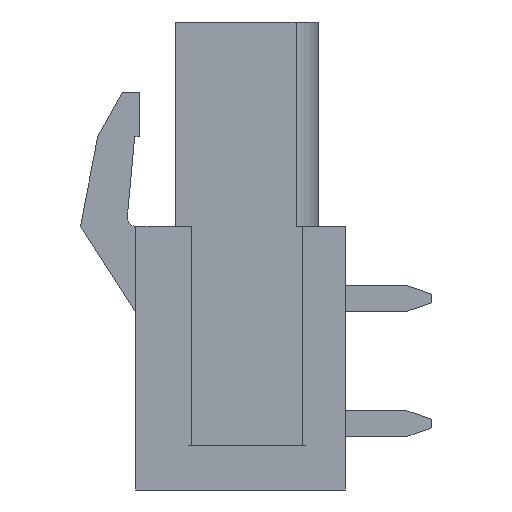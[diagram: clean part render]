
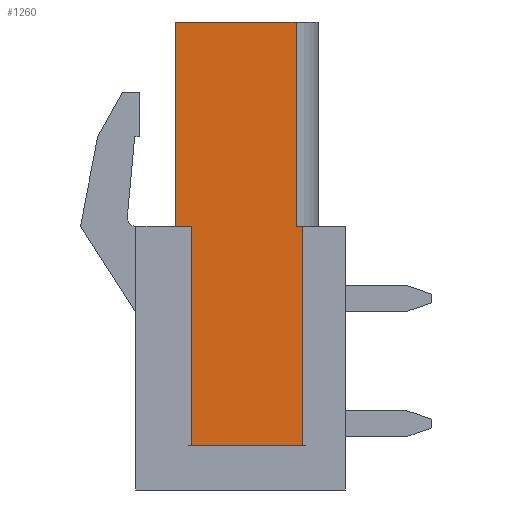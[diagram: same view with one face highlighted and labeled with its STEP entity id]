
A CAD part, left-side view. The second image highlights one B-rep face of the part: STEP entity #1260.
In plain terms, the highlighted planar face has unit normal (-1, 0, 0).
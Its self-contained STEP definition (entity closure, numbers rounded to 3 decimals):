
#1260 = ADVANCED_FACE( '', ( #2725 ), #2726, .T. );
#2725 = FACE_OUTER_BOUND( '', #4420, .T. );
#2726 = PLANE( '', #4421 );
#4420 = EDGE_LOOP( '', ( #8030, #8031, #8032, #8033, #8034, #8035, #8036 ) );
#4421 = AXIS2_PLACEMENT_3D( '', #8037, #8038, #8039 );
#8030 = ORIENTED_EDGE( '', *, *, #10823, .T. );
#8031 = ORIENTED_EDGE( '', *, *, #11853, .T. );
#8032 = ORIENTED_EDGE( '', *, *, #11132, .T. );
#8033 = ORIENTED_EDGE( '', *, *, #11854, .T. );
#8034 = ORIENTED_EDGE( '', *, *, #10928, .T. );
#8035 = ORIENTED_EDGE( '', *, *, #11855, .F. );
#8036 = ORIENTED_EDGE( '', *, *, #11856, .F. );
#8037 = CARTESIAN_POINT( '', ( -25.72, 0., 0. ) );
#8038 = DIRECTION( '', ( -1., 0., 0. ) );
#8039 = DIRECTION( '', ( 0., 0., 1. ) );
#10823 = EDGE_CURVE( '', #13246, #13244, #13247, .T. );
#10928 = EDGE_CURVE( '', #13429, #13426, #13430, .T. );
#11132 = EDGE_CURVE( '', #13760, #13758, #13761, .T. );
#11853 = EDGE_CURVE( '', #13244, #13760, #14803, .T. );
#11854 = EDGE_CURVE( '', #13758, #13429, #14804, .T. );
#11855 = EDGE_CURVE( '', #14805, #13426, #14806, .T. );
#11856 = EDGE_CURVE( '', #13246, #14805, #14807, .T. );
#13244 = VERTEX_POINT( '', #16662 );
#13246 = VERTEX_POINT( '', #16665 );
#13247 = LINE( '', #16666, #16667 );
#13426 = VERTEX_POINT( '', #16923 );
#13429 = VERTEX_POINT( '', #16927 );
#13430 = LINE( '', #16928, #16929 );
#13758 = VERTEX_POINT( '', #17424 );
#13760 = VERTEX_POINT( '', #17427 );
#13761 = LINE( '', #17428, #17429 );
#14803 = LINE( '', #18996, #18997 );
#14804 = LINE( '', #18998, #18999 );
#14805 = VERTEX_POINT( '', #19000 );
#14806 = LINE( '', #19001, #19002 );
#14807 = LINE( '', #19003, #19004 );
#16662 = CARTESIAN_POINT( '', ( -25.72, -2.25, 0. ) );
#16665 = CARTESIAN_POINT( '', ( -25.72, -3.15, 0. ) );
#16666 = CARTESIAN_POINT( '', ( -25.72, 0., 0. ) );
#16667 = VECTOR( '', #20412, 1000. );
#16923 = CARTESIAN_POINT( '', ( -25.72, 2.65, -8.9 ) );
#16927 = CARTESIAN_POINT( '', ( -25.72, 2.65, 0. ) );
#16928 = CARTESIAN_POINT( '', ( -25.72, 2.65, 0. ) );
#16929 = VECTOR( '', #20522, 1000. );
#17424 = CARTESIAN_POINT( '', ( -25.72, 2.65, 8.3 ) );
#17427 = CARTESIAN_POINT( '', ( -25.72, -2.25, 8.3 ) );
#17428 = CARTESIAN_POINT( '', ( -25.72, -3.15, 8.3 ) );
#17429 = VECTOR( '', #20734, 1000. );
#18996 = CARTESIAN_POINT( '', ( -25.72, -2.25, 0. ) );
#18997 = VECTOR( '', #21385, 1000. );
#18998 = CARTESIAN_POINT( '', ( -25.72, 2.65, 8.3 ) );
#18999 = VECTOR( '', #21386, 1000. );
#19000 = CARTESIAN_POINT( '', ( -25.72, -3.15, -8.9 ) );
#19001 = CARTESIAN_POINT( '', ( -25.72, -4.25, -8.9 ) );
#19002 = VECTOR( '', #21387, 1000. );
#19003 = CARTESIAN_POINT( '', ( -25.72, -3.15, 0. ) );
#19004 = VECTOR( '', #21388, 1000. );
#20412 = DIRECTION( '', ( 0., 1., 0. ) );
#20522 = DIRECTION( '', ( 0., 0., -1. ) );
#20734 = DIRECTION( '', ( 0., 1., 0. ) );
#21385 = DIRECTION( '', ( 0., 0., 1. ) );
#21386 = DIRECTION( '', ( 0., 0., -1. ) );
#21387 = DIRECTION( '', ( 0., 1., 0. ) );
#21388 = DIRECTION( '', ( 0., 0., -1. ) );
